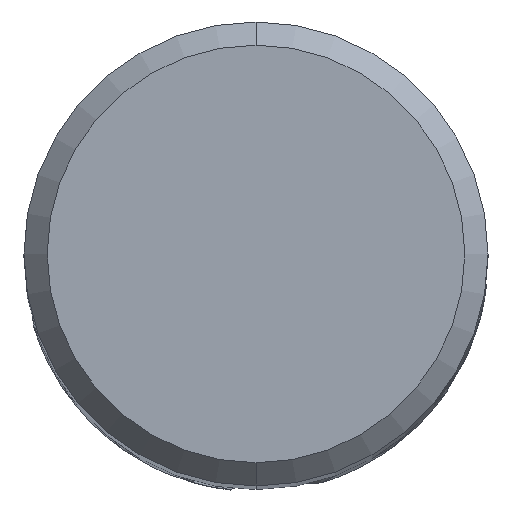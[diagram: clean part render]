
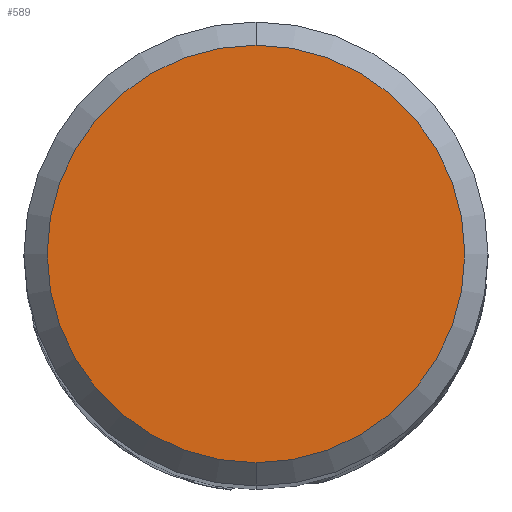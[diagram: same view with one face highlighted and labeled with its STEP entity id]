
A CAD part, top view. The second image highlights one B-rep face of the part: STEP entity #589.
In plain terms, the highlighted planar face has unit normal (0, 0, 1).
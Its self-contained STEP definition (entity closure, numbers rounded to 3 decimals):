
#589=ADVANCED_FACE('',(#1693),#1694,.T.);
#707=EDGE_CURVE('',#1203,#971,#1825,.T.);
#735=EDGE_CURVE('',#971,#1203,#1856,.T.);
#971=VERTEX_POINT('',#2107);
#1203=VERTEX_POINT('',#2358);
#1693=FACE_OUTER_BOUND('',#2944,.T.);
#1694=PLANE('',#2945);
#1825=CIRCLE('',#4404,3.6);
#1856=CIRCLE('',#4640,3.6);
#2107=CARTESIAN_POINT('',(0.0,3.6,0.0));
#2358=CARTESIAN_POINT('',(0.,-3.6,0.0));
#2944=EDGE_LOOP('',(#11242,#11243));
#2945=AXIS2_PLACEMENT_3D('',#11244,#11245,#11246);
#4404=AXIS2_PLACEMENT_3D('',#11373,#11374,#11375);
#4640=AXIS2_PLACEMENT_3D('',#11415,#11416,#11417);
#11242=ORIENTED_EDGE('',*,*,#735,.F.);
#11243=ORIENTED_EDGE('',*,*,#707,.F.);
#11244=CARTESIAN_POINT('',(0.0,1.8,0.0));
#11245=DIRECTION('',(-0.0,0.0,1.0));
#11246=DIRECTION('',(0.0,-1.0,0.0));
#11373=CARTESIAN_POINT('',(0.0,0.0,0.0));
#11374=DIRECTION('',(0.0,0.0,-1.0));
#11375=DIRECTION('',(0.0,1.0,0.0));
#11415=CARTESIAN_POINT('',(0.0,0.0,0.0));
#11416=DIRECTION('',(0.0,0.0,-1.0));
#11417=DIRECTION('',(0.0,1.0,0.0));
